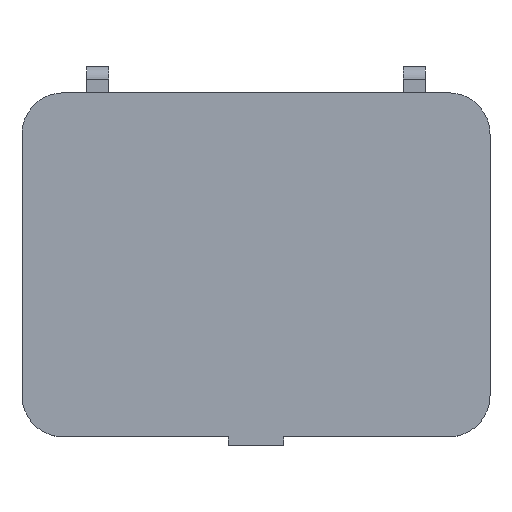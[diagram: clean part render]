
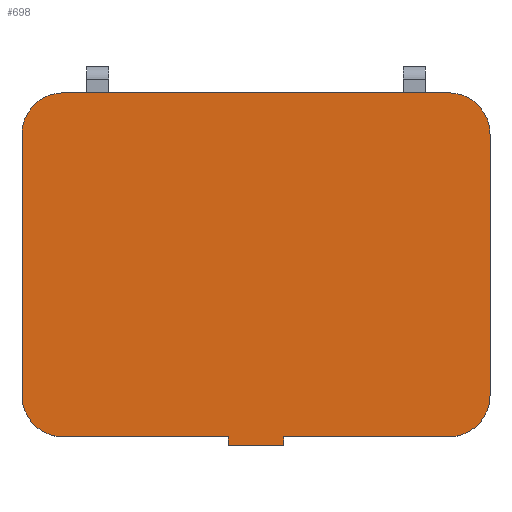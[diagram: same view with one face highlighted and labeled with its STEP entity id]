
A CAD part, top view. The second image highlights one B-rep face of the part: STEP entity #698.
In plain terms, the highlighted planar face has unit normal (0, 0, 1).
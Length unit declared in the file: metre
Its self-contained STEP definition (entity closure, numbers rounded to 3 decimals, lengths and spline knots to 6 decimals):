
#21=CIRCLE('',#741,0.015);
#23=CIRCLE('',#745,0.015);
#25=CIRCLE('',#749,0.015);
#27=CIRCLE('',#753,0.015);
#180=ORIENTED_EDGE('',*,*,#321,.T.);
#181=ORIENTED_EDGE('',*,*,#272,.T.);
#182=ORIENTED_EDGE('',*,*,#276,.T.);
#183=ORIENTED_EDGE('',*,*,#279,.T.);
#184=ORIENTED_EDGE('',*,*,#281,.F.);
#185=ORIENTED_EDGE('',*,*,#325,.T.);
#186=ORIENTED_EDGE('',*,*,#326,.F.);
#187=ORIENTED_EDGE('',*,*,#327,.F.);
#188=ORIENTED_EDGE('',*,*,#266,.F.);
#189=ORIENTED_EDGE('',*,*,#285,.T.);
#190=ORIENTED_EDGE('',*,*,#288,.F.);
#191=ORIENTED_EDGE('',*,*,#291,.T.);
#266=EDGE_CURVE('',#359,#360,#421,.T.);
#272=EDGE_CURVE('',#366,#365,#21,.T.);
#276=EDGE_CURVE('',#365,#368,#429,.T.);
#279=EDGE_CURVE('',#368,#370,#23,.T.);
#281=EDGE_CURVE('',#371,#370,#432,.T.);
#285=EDGE_CURVE('',#359,#374,#25,.T.);
#288=EDGE_CURVE('',#376,#374,#437,.T.);
#291=EDGE_CURVE('',#376,#378,#27,.T.);
#321=EDGE_CURVE('',#378,#366,#460,.T.);
#325=EDGE_CURVE('',#371,#397,#464,.T.);
#326=EDGE_CURVE('',#398,#397,#465,.T.);
#327=EDGE_CURVE('',#360,#398,#466,.T.);
#359=VERTEX_POINT('',#1038);
#360=VERTEX_POINT('',#1039);
#365=VERTEX_POINT('',#1050);
#366=VERTEX_POINT('',#1052);
#368=VERTEX_POINT('',#1058);
#370=VERTEX_POINT('',#1064);
#371=VERTEX_POINT('',#1068);
#374=VERTEX_POINT('',#1076);
#376=VERTEX_POINT('',#1082);
#378=VERTEX_POINT('',#1088);
#397=VERTEX_POINT('',#1154);
#398=VERTEX_POINT('',#1156);
#421=LINE('',#1037,#494);
#429=LINE('',#1059,#502);
#432=LINE('',#1070,#505);
#437=LINE('',#1083,#510);
#460=LINE('',#1144,#533);
#464=LINE('',#1153,#537);
#465=LINE('',#1155,#538);
#466=LINE('',#1157,#539);
#494=VECTOR('',#836,1.);
#502=VECTOR('',#852,1.);
#505=VECTOR('',#863,1.);
#510=VECTOR('',#876,1.);
#533=VECTOR('',#939,1.);
#537=VECTOR('',#949,1.);
#538=VECTOR('',#950,1.);
#539=VECTOR('',#951,1.);
#583=EDGE_LOOP('',(#180,#181,#182,#183,#184,#185,#186,#187,#188,#189,#190,
#191));
#630=FACE_BOUND('',#583,.T.);
#660=PLANE('',#773);
#698=ADVANCED_FACE('',(#630),#660,.T.);
#741=AXIS2_PLACEMENT_3D('',#1051,#845,#846);
#745=AXIS2_PLACEMENT_3D('',#1065,#858,#859);
#749=AXIS2_PLACEMENT_3D('',#1077,#870,#871);
#753=AXIS2_PLACEMENT_3D('',#1089,#882,#883);
#773=AXIS2_PLACEMENT_3D('',#1152,#947,#948);
#836=DIRECTION('',(-1.,0.,0.));
#845=DIRECTION('',(0.,0.,1.));
#846=DIRECTION('',(1.,0.,0.));
#852=DIRECTION('',(0.,-1.,0.));
#858=DIRECTION('',(0.,0.,1.));
#859=DIRECTION('',(1.,0.,0.));
#863=DIRECTION('',(-1.,0.,0.));
#870=DIRECTION('',(0.,0.,1.));
#871=DIRECTION('',(1.,0.,0.));
#876=DIRECTION('',(0.,-1.,0.));
#882=DIRECTION('',(0.,0.,1.));
#883=DIRECTION('',(1.,0.,0.));
#939=DIRECTION('',(-1.,0.,0.));
#947=DIRECTION('',(0.,0.,1.));
#948=DIRECTION('',(1.,0.,0.));
#949=DIRECTION('',(0.,-1.,0.));
#950=DIRECTION('',(-1.,0.,0.));
#951=DIRECTION('',(0.,-1.,0.));
#1037=CARTESIAN_POINT('',(0.,-0.0625,0.01));
#1038=CARTESIAN_POINT('',(0.07,-0.0625,0.01));
#1039=CARTESIAN_POINT('',(0.01,-0.0625,0.01));
#1050=CARTESIAN_POINT('',(-0.085,0.0475,0.01));
#1051=CARTESIAN_POINT('',(-0.07,0.0475,0.01));
#1052=CARTESIAN_POINT('',(-0.07,0.0625,0.01));
#1058=CARTESIAN_POINT('',(-0.085,-0.0475,0.01));
#1059=CARTESIAN_POINT('',(-0.085,0.,0.01));
#1064=CARTESIAN_POINT('',(-0.07,-0.0625,0.01));
#1065=CARTESIAN_POINT('',(-0.07,-0.0475,0.01));
#1068=CARTESIAN_POINT('',(-0.01,-0.0625,0.01));
#1070=CARTESIAN_POINT('',(0.,-0.0625,0.01));
#1076=CARTESIAN_POINT('',(0.085,-0.0475,0.01));
#1077=CARTESIAN_POINT('',(0.07,-0.0475,0.01));
#1082=CARTESIAN_POINT('',(0.085,0.0475,0.01));
#1083=CARTESIAN_POINT('',(0.085,0.,0.01));
#1088=CARTESIAN_POINT('',(0.07,0.0625,0.01));
#1089=CARTESIAN_POINT('',(0.07,0.0475,0.01));
#1144=CARTESIAN_POINT('',(0.,0.0625,0.01));
#1152=CARTESIAN_POINT('',(0.,0.,0.01));
#1153=CARTESIAN_POINT('',(-0.01,-0.064,0.01));
#1154=CARTESIAN_POINT('',(-0.01,-0.0655,0.01));
#1155=CARTESIAN_POINT('',(0.01,-0.0655,0.01));
#1156=CARTESIAN_POINT('',(0.01,-0.0655,0.01));
#1157=CARTESIAN_POINT('',(0.01,-0.064,0.01));
